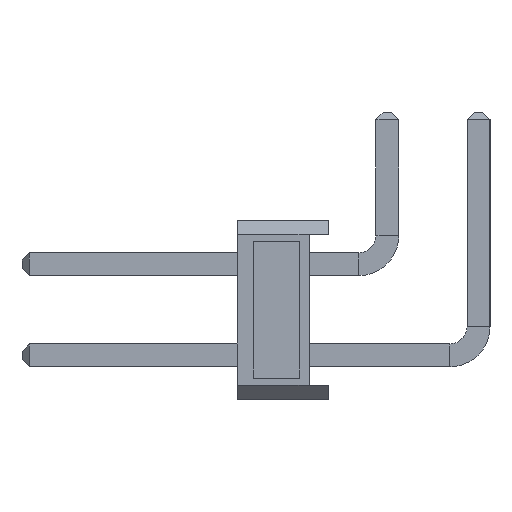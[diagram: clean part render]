
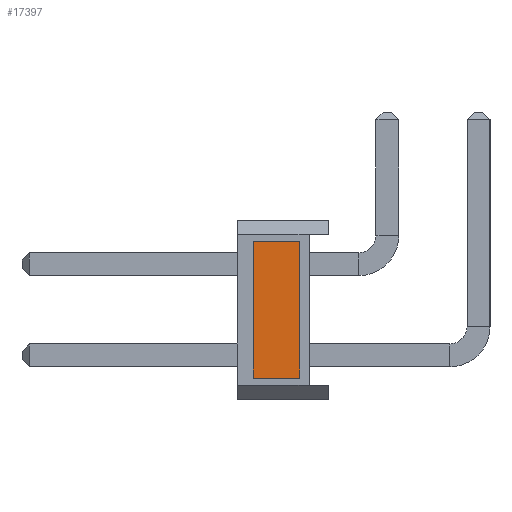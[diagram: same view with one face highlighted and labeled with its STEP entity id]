
A CAD part, left-side view. The second image highlights one B-rep face of the part: STEP entity #17397.
In plain terms, the highlighted planar face has unit normal (-1, 0, 0).
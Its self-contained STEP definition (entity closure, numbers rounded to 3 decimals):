
#1704 = VERTEX_POINT ( 'NONE', #25824 ) ;
#2688 = DIRECTION ( 'NONE',  ( 0., 0., 1. ) ) ;
#4312 = VECTOR ( 'NONE', #29019, 1000. ) ;
#4810 = DIRECTION ( 'NONE',  ( 0., -1., 0. ) ) ;
#5160 = CARTESIAN_POINT ( 'NONE',  ( -1.27, 2.1, 1.9 ) ) ;
#6446 = CARTESIAN_POINT ( 'NONE',  ( -1.27, 2.1, -1.9 ) ) ;
#7284 = VECTOR ( 'NONE', #2688, 1000. ) ;
#7640 = EDGE_CURVE ( 'NONE', #37456, #17959, #10322, .T. ) ;
#8315 = EDGE_CURVE ( 'NONE', #28466, #1704, #28346, .T. ) ;
#8513 = VECTOR ( 'NONE', #20522, 1000. ) ;
#9760 = EDGE_CURVE ( 'NONE', #1704, #17959, #19676, .T. ) ;
#10133 = ORIENTED_EDGE ( 'NONE', *, *, #7640, .F. ) ;
#10322 = LINE ( 'NONE', #14295, #26259 ) ;
#10716 = ORIENTED_EDGE ( 'NONE', *, *, #8315, .T. ) ;
#11870 = ORIENTED_EDGE ( 'NONE', *, *, #9760, .T. ) ;
#12169 = EDGE_LOOP ( 'NONE', ( #11870, #10133, #15832, #10716 ) ) ;
#14295 = CARTESIAN_POINT ( 'NONE',  ( -1.27, 2.1, 1.9 ) ) ;
#15832 = ORIENTED_EDGE ( 'NONE', *, *, #39173, .F. ) ;
#17397 = ADVANCED_FACE ( 'NONE', ( #23177 ), #21171, .F. ) ;
#17959 = VERTEX_POINT ( 'NONE', #31087 ) ;
#19676 = LINE ( 'NONE', #31784, #4312 ) ;
#20522 = DIRECTION ( 'NONE',  ( 0., -1., 0. ) ) ;
#21171 = PLANE ( 'NONE',  #34499 ) ;
#23177 = FACE_OUTER_BOUND ( 'NONE', #12169, .T. ) ;
#24424 = CARTESIAN_POINT ( 'NONE',  ( -1.27, 2.1, 0. ) ) ;
#25228 = LINE ( 'NONE', #37034, #7284 ) ;
#25824 = CARTESIAN_POINT ( 'NONE',  ( -1.27, 0.8, -1.9 ) ) ;
#26259 = VECTOR ( 'NONE', #4810, 1000. ) ;
#28346 = LINE ( 'NONE', #30931, #8513 ) ;
#28466 = VERTEX_POINT ( 'NONE', #6446 ) ;
#29019 = DIRECTION ( 'NONE',  ( 0., 0., 1. ) ) ;
#30931 = CARTESIAN_POINT ( 'NONE',  ( -1.27, 2.1, -1.9 ) ) ;
#31087 = CARTESIAN_POINT ( 'NONE',  ( -1.27, 0.8, 1.9 ) ) ;
#31784 = CARTESIAN_POINT ( 'NONE',  ( -1.27, 0.8, 0. ) ) ;
#34321 = DIRECTION ( 'NONE',  ( 0., 0., -1. ) ) ;
#34499 = AXIS2_PLACEMENT_3D ( 'NONE', #24424, #37122, #34321 ) ;
#37034 = CARTESIAN_POINT ( 'NONE',  ( -1.27, 2.1, 0. ) ) ;
#37122 = DIRECTION ( 'NONE',  ( 1., 0., 0. ) ) ;
#37456 = VERTEX_POINT ( 'NONE', #5160 ) ;
#39173 = EDGE_CURVE ( 'NONE', #28466, #37456, #25228, .T. ) ;
